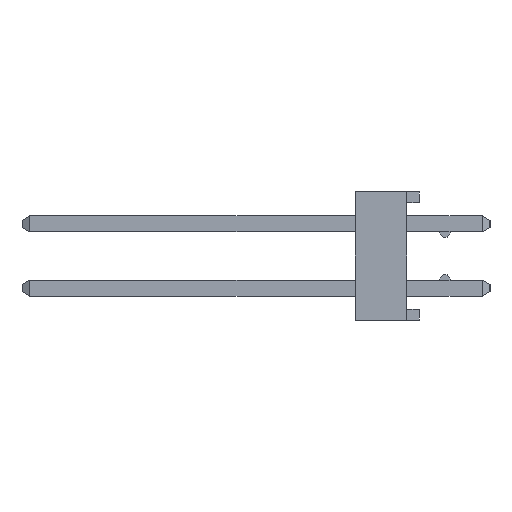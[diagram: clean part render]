
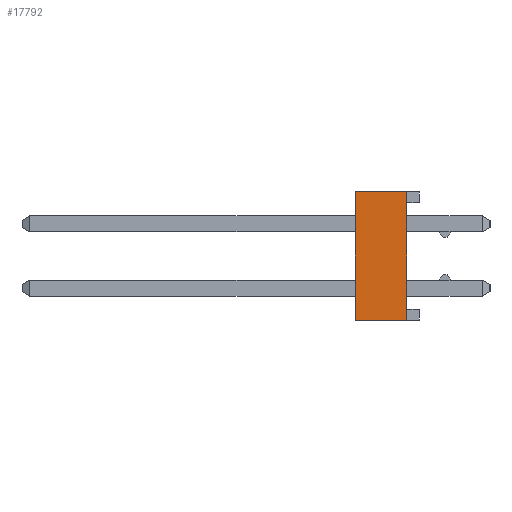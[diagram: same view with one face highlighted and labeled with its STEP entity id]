
A CAD part, left-side view. The second image highlights one B-rep face of the part: STEP entity #17792.
In plain terms, the highlighted planar face has unit normal (-1, 0, 0).
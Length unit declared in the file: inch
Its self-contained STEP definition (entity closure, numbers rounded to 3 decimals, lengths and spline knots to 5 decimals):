
#1806=ORIENTED_EDGE('',*,*,#6438,.F.);
#1807=ORIENTED_EDGE('',*,*,#5616,.F.);
#1808=ORIENTED_EDGE('',*,*,#6439,.F.);
#1809=ORIENTED_EDGE('',*,*,#5745,.T.);
#5616=EDGE_CURVE('',#8054,#8055,#9692,.T.);
#5745=EDGE_CURVE('',#8140,#8139,#9821,.T.);
#6438=EDGE_CURVE('',#8055,#8139,#10514,.T.);
#6439=EDGE_CURVE('',#8140,#8054,#10515,.T.);
#8054=VERTEX_POINT('',#25087);
#8055=VERTEX_POINT('',#25089);
#8139=VERTEX_POINT('',#25313);
#8140=VERTEX_POINT('',#25315);
#9692=LINE('',#25088,#12220);
#9821=LINE('',#25314,#12349);
#10514=LINE('',#26669,#13042);
#10515=LINE('',#26670,#13043);
#12220=VECTOR('',#20183,39.37008);
#12349=VECTOR('',#20336,39.37008);
#13042=VECTOR('',#21533,39.37008);
#13043=VECTOR('',#21534,39.37008);
#14570=EDGE_LOOP('',(#1806,#1807,#1808,#1809));
#15676=FACE_BOUND('',#14570,.T.);
#16782=PLANE('',#18813);
#17792=ADVANCED_FACE('',(#15676),#16782,.F.);
#18813=AXIS2_PLACEMENT_3D('',#26668,#21531,#21532);
#20183=DIRECTION('',(0.,-1.,0.));
#20336=DIRECTION('',(0.,-1.,0.));
#21531=DIRECTION('',(1.,0.,0.));
#21532=DIRECTION('',(0.,0.,-1.));
#21533=DIRECTION('',(0.,0.,-1.));
#21534=DIRECTION('',(0.,0.,1.));
#25087=CARTESIAN_POINT('',(-0.6,0.1,0.1));
#25088=CARTESIAN_POINT('',(-0.6,0.1,0.1));
#25089=CARTESIAN_POINT('',(-0.6,0.02,0.1));
#25313=CARTESIAN_POINT('',(-0.6,0.02,-0.1));
#25314=CARTESIAN_POINT('',(-0.6,0.1,-0.1));
#25315=CARTESIAN_POINT('',(-0.6,0.1,-0.1));
#26668=CARTESIAN_POINT('',(-0.6,0.1,-0.1));
#26669=CARTESIAN_POINT('',(-0.6,0.02,-0.1));
#26670=CARTESIAN_POINT('',(-0.6,0.1,-0.1));
